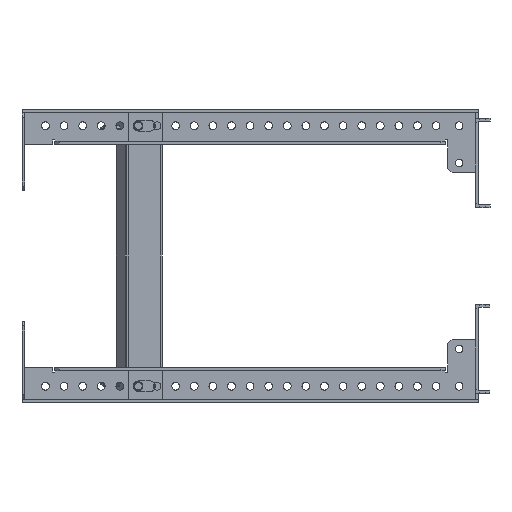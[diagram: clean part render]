
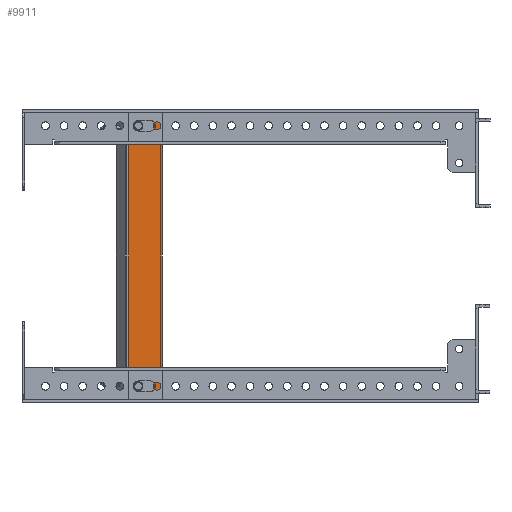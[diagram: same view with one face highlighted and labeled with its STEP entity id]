
A CAD part, front view. The second image highlights one B-rep face of the part: STEP entity #9911.
In plain terms, the highlighted planar face has unit normal (0, -1, 0).
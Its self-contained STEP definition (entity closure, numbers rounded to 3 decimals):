
#238 = DIRECTION ( 'NONE',  ( 0., -1., 0. ) ) ;
#561 = VERTEX_POINT ( 'NONE', #16285 ) ;
#699 = CIRCLE ( 'NONE', #25957, 3.5 ) ;
#1364 = VERTEX_POINT ( 'NONE', #14998 ) ;
#1609 = ORIENTED_EDGE ( 'NONE', *, *, #35001, .F. ) ;
#1677 = ORIENTED_EDGE ( 'NONE', *, *, #20944, .F. ) ;
#1718 = EDGE_CURVE ( 'NONE', #9744, #33649, #20545, .T. ) ;
#1735 = ORIENTED_EDGE ( 'NONE', *, *, #19924, .F. ) ;
#2212 = AXIS2_PLACEMENT_3D ( 'NONE', #11745, #20194, #22980 ) ;
#2538 = EDGE_CURVE ( 'NONE', #33790, #9744, #21196, .T. ) ;
#2643 = LINE ( 'NONE', #36045, #32051 ) ;
#2858 = CARTESIAN_POINT ( 'NONE',  ( 1120.27, -253.815, 87.5 ) ) ;
#3258 = DIRECTION ( 'NONE',  ( -1., 0., 0. ) ) ;
#3834 = VECTOR ( 'NONE', #25731, 1000. ) ;
#4121 = ORIENTED_EDGE ( 'NONE', *, *, #34692, .T. ) ;
#4322 = CARTESIAN_POINT ( 'NONE',  ( 1150.113, -253.815, -97.5 ) ) ;
#5065 = CIRCLE ( 'NONE', #2212, 3.5 ) ;
#5224 = DIRECTION ( 'NONE',  ( 1., 0., 0. ) ) ;
#5267 = EDGE_CURVE ( 'NONE', #11728, #1364, #19892, .T. ) ;
#5442 = VECTOR ( 'NONE', #25428, 1000. ) ;
#5766 = CARTESIAN_POINT ( 'NONE',  ( 1128.272, -253.815, -97.5 ) ) ;
#6000 = CARTESIAN_POINT ( 'NONE',  ( 1112.27, -253.815, 84. ) ) ;
#6038 = EDGE_CURVE ( 'NONE', #561, #31021, #29543, .T. ) ;
#7112 = DIRECTION ( 'NONE',  ( 1., 0., 0. ) ) ;
#7215 = FACE_BOUND ( 'NONE', #31323, .T. ) ;
#7425 = DIRECTION ( 'NONE',  ( 0., -1., 0. ) ) ;
#8458 = AXIS2_PLACEMENT_3D ( 'NONE', #32566, #7425, #18939 ) ;
#8670 = VERTEX_POINT ( 'NONE', #26207 ) ;
#9608 = EDGE_CURVE ( 'NONE', #33352, #11728, #5065, .T. ) ;
#9744 = VERTEX_POINT ( 'NONE', #26604 ) ;
#9758 = EDGE_LOOP ( 'NONE', ( #1609, #1677, #12946, #1735, #26849 ) ) ;
#9841 = LINE ( 'NONE', #21058, #21567 ) ;
#9864 = CARTESIAN_POINT ( 'NONE',  ( 1112.27, -253.815, 91. ) ) ;
#9911 = ADVANCED_FACE ( 'NONE', ( #35117, #32361, #7215 ), #15816, .F. ) ;
#10161 = CARTESIAN_POINT ( 'NONE',  ( 1112.27, -253.815, -91. ) ) ;
#10598 = ORIENTED_EDGE ( 'NONE', *, *, #31801, .T. ) ;
#11237 = CARTESIAN_POINT ( 'NONE',  ( 1120.27, -253.815, -87.5 ) ) ;
#11244 = AXIS2_PLACEMENT_3D ( 'NONE', #12103, #32164, #29418 ) ;
#11728 = VERTEX_POINT ( 'NONE', #9864 ) ;
#11745 = CARTESIAN_POINT ( 'NONE',  ( 1112.27, -253.815, 87.5 ) ) ;
#12103 = CARTESIAN_POINT ( 'NONE',  ( 1112.27, -253.815, 87.5 ) ) ;
#12786 = DIRECTION ( 'NONE',  ( -1., 0., 0. ) ) ;
#12946 = ORIENTED_EDGE ( 'NONE', *, *, #6038, .F. ) ;
#13809 = CIRCLE ( 'NONE', #23241, 3.5 ) ;
#13942 = LINE ( 'NONE', #31051, #3834 ) ;
#14276 = CARTESIAN_POINT ( 'NONE',  ( 1108.77, -253.815, -87.5 ) ) ;
#14381 = CARTESIAN_POINT ( 'NONE',  ( 1112.27, -253.815, -87.5 ) ) ;
#14554 = LINE ( 'NONE', #28348, #25042 ) ;
#14998 = CARTESIAN_POINT ( 'NONE',  ( 1120.27, -253.815, 91. ) ) ;
#15112 = EDGE_CURVE ( 'NONE', #33790, #21711, #13942, .T. ) ;
#15213 = ORIENTED_EDGE ( 'NONE', *, *, #22619, .F. ) ;
#15219 = CARTESIAN_POINT ( 'NONE',  ( 1105.77, -253.815, -97.5 ) ) ;
#15816 = PLANE ( 'NONE',  #21511 ) ;
#16046 = VECTOR ( 'NONE', #17967, 1000. ) ;
#16285 = CARTESIAN_POINT ( 'NONE',  ( 1112.27, -253.815, -84. ) ) ;
#16287 = CARTESIAN_POINT ( 'NONE',  ( 1128.272, -253.815, 97.5 ) ) ;
#17967 = DIRECTION ( 'NONE',  ( 0., 0., 1. ) ) ;
#18190 = CARTESIAN_POINT ( 'NONE',  ( 1120.27, -253.815, -84. ) ) ;
#18395 = DIRECTION ( 'NONE',  ( 0., 1., 0. ) ) ;
#18652 = EDGE_CURVE ( 'NONE', #1364, #26480, #699, .T. ) ;
#18772 = VERTEX_POINT ( 'NONE', #10161 ) ;
#18939 = DIRECTION ( 'NONE',  ( -1., 0., 0. ) ) ;
#19321 = ORIENTED_EDGE ( 'NONE', *, *, #18652, .T. ) ;
#19879 = CARTESIAN_POINT ( 'NONE',  ( 1105.77, -253.815, 97.5 ) ) ;
#19892 = LINE ( 'NONE', #31299, #5442 ) ;
#19924 = EDGE_CURVE ( 'NONE', #35528, #561, #14554, .T. ) ;
#20148 = ORIENTED_EDGE ( 'NONE', *, *, #1718, .F. ) ;
#20194 = DIRECTION ( 'NONE',  ( 0., 1., 0. ) ) ;
#20467 = VERTEX_POINT ( 'NONE', #31459 ) ;
#20545 = LINE ( 'NONE', #15219, #16046 ) ;
#20944 = EDGE_CURVE ( 'NONE', #31021, #18772, #34873, .T. ) ;
#21058 = CARTESIAN_POINT ( 'NONE',  ( 1105.77, -253.815, 97.5 ) ) ;
#21196 = LINE ( 'NONE', #4322, #30792 ) ;
#21511 = AXIS2_PLACEMENT_3D ( 'NONE', #27055, #18395, #29609 ) ;
#21567 = VECTOR ( 'NONE', #7112, 1000. ) ;
#21711 = VERTEX_POINT ( 'NONE', #16287 ) ;
#21801 = CIRCLE ( 'NONE', #11244, 3.5 ) ;
#22591 = ORIENTED_EDGE ( 'NONE', *, *, #2538, .F. ) ;
#22619 = EDGE_CURVE ( 'NONE', #33649, #21711, #9841, .T. ) ;
#22693 = LINE ( 'NONE', #6000, #30238 ) ;
#22980 = DIRECTION ( 'NONE',  ( -1., 0., 0. ) ) ;
#23241 = AXIS2_PLACEMENT_3D ( 'NONE', #11237, #25236, #12786 ) ;
#25042 = VECTOR ( 'NONE', #25971, 1000. ) ;
#25070 = ORIENTED_EDGE ( 'NONE', *, *, #15112, .T. ) ;
#25236 = DIRECTION ( 'NONE',  ( 0., -1., 0. ) ) ;
#25428 = DIRECTION ( 'NONE',  ( 1., 0., 0. ) ) ;
#25442 = DIRECTION ( 'NONE',  ( -1., 0., 0. ) ) ;
#25731 = DIRECTION ( 'NONE',  ( 0., 0., 1. ) ) ;
#25957 = AXIS2_PLACEMENT_3D ( 'NONE', #2858, #27839, #25442 ) ;
#25971 = DIRECTION ( 'NONE',  ( -1., 0., 0. ) ) ;
#26207 = CARTESIAN_POINT ( 'NONE',  ( 1120.27, -253.815, -91. ) ) ;
#26215 = ORIENTED_EDGE ( 'NONE', *, *, #5267, .T. ) ;
#26480 = VERTEX_POINT ( 'NONE', #35833 ) ;
#26604 = CARTESIAN_POINT ( 'NONE',  ( 1105.77, -253.815, -97.5 ) ) ;
#26625 = AXIS2_PLACEMENT_3D ( 'NONE', #14381, #238, #33489 ) ;
#26849 = ORIENTED_EDGE ( 'NONE', *, *, #34958, .F. ) ;
#27055 = CARTESIAN_POINT ( 'NONE',  ( 1150.737, -253.815, 0. ) ) ;
#27076 = EDGE_LOOP ( 'NONE', ( #15213, #20148, #22591, #25070 ) ) ;
#27190 = CARTESIAN_POINT ( 'NONE',  ( 1108.77, -253.815, 87.5 ) ) ;
#27839 = DIRECTION ( 'NONE',  ( 0., 1., 0. ) ) ;
#28348 = CARTESIAN_POINT ( 'NONE',  ( 1112.27, -253.815, -84. ) ) ;
#29418 = DIRECTION ( 'NONE',  ( -1., 0., 0. ) ) ;
#29543 = CIRCLE ( 'NONE', #26625, 3.5 ) ;
#29609 = DIRECTION ( 'NONE',  ( 1., 0., 0. ) ) ;
#29644 = DIRECTION ( 'NONE',  ( -1., 0., 0. ) ) ;
#30238 = VECTOR ( 'NONE', #3258, 1000. ) ;
#30792 = VECTOR ( 'NONE', #29644, 1000. ) ;
#31021 = VERTEX_POINT ( 'NONE', #14276 ) ;
#31051 = CARTESIAN_POINT ( 'NONE',  ( 1128.272, -253.815, -100.859 ) ) ;
#31299 = CARTESIAN_POINT ( 'NONE',  ( 1112.27, -253.815, 91. ) ) ;
#31323 = EDGE_LOOP ( 'NONE', ( #10598, #34427, #26215, #19321, #4121 ) ) ;
#31459 = CARTESIAN_POINT ( 'NONE',  ( 1112.27, -253.815, 84. ) ) ;
#31801 = EDGE_CURVE ( 'NONE', #20467, #33352, #21801, .T. ) ;
#32051 = VECTOR ( 'NONE', #5224, 1000. ) ;
#32164 = DIRECTION ( 'NONE',  ( 0., 1., 0. ) ) ;
#32361 = FACE_BOUND ( 'NONE', #9758, .T. ) ;
#32566 = CARTESIAN_POINT ( 'NONE',  ( 1112.27, -253.815, -87.5 ) ) ;
#33352 = VERTEX_POINT ( 'NONE', #27190 ) ;
#33489 = DIRECTION ( 'NONE',  ( -1., 0., 0. ) ) ;
#33649 = VERTEX_POINT ( 'NONE', #19879 ) ;
#33790 = VERTEX_POINT ( 'NONE', #5766 ) ;
#34427 = ORIENTED_EDGE ( 'NONE', *, *, #9608, .T. ) ;
#34692 = EDGE_CURVE ( 'NONE', #26480, #20467, #22693, .T. ) ;
#34873 = CIRCLE ( 'NONE', #8458, 3.5 ) ;
#34958 = EDGE_CURVE ( 'NONE', #8670, #35528, #13809, .T. ) ;
#35001 = EDGE_CURVE ( 'NONE', #18772, #8670, #2643, .T. ) ;
#35117 = FACE_OUTER_BOUND ( 'NONE', #27076, .T. ) ;
#35528 = VERTEX_POINT ( 'NONE', #18190 ) ;
#35833 = CARTESIAN_POINT ( 'NONE',  ( 1120.27, -253.815, 84. ) ) ;
#36045 = CARTESIAN_POINT ( 'NONE',  ( 1112.27, -253.815, -91. ) ) ;
